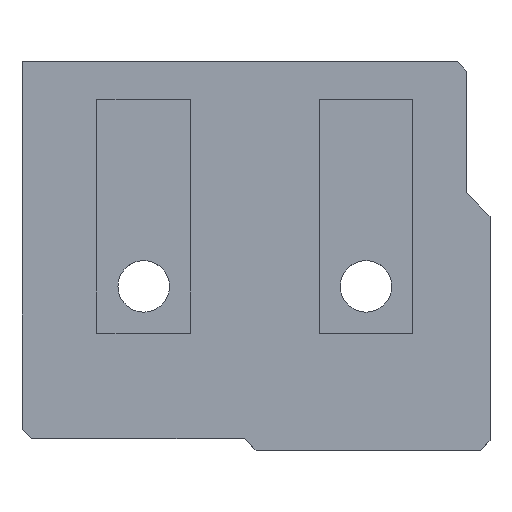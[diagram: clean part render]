
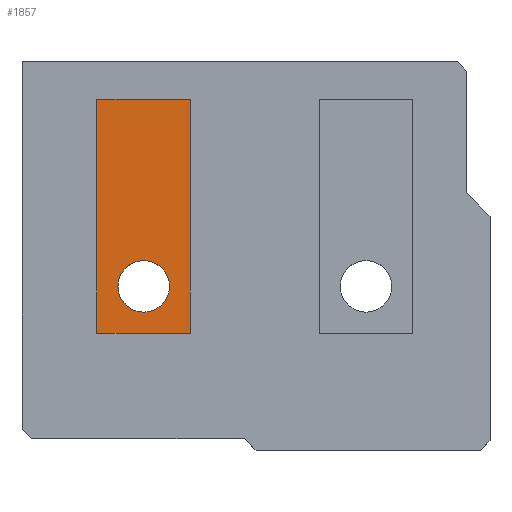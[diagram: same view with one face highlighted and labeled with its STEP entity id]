
A CAD part, top view. The second image highlights one B-rep face of the part: STEP entity #1857.
In plain terms, the highlighted planar face has unit normal (0, 0, 1).
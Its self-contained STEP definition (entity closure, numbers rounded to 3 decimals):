
#973 = CYLINDRICAL_SURFACE('',#974,1.1);
#974 = AXIS2_PLACEMENT_3D('',#975,#976,#977);
#975 = CARTESIAN_POINT('',(5.2,-3.,-5.));
#976 = DIRECTION('',(0.,0.,-1.));
#977 = DIRECTION('',(1.,0.,0.));
#1228 = PLANE('',#1229);
#1229 = AXIS2_PLACEMENT_3D('',#1230,#1231,#1232);
#1230 = CARTESIAN_POINT('',(3.2,-5.,-10.));
#1231 = DIRECTION('',(0.,-1.,0.));
#1232 = DIRECTION('',(0.,0.,-1.));
#1256 = PLANE('',#1257);
#1257 = AXIS2_PLACEMENT_3D('',#1258,#1259,#1260);
#1258 = CARTESIAN_POINT('',(3.2,5.,-10.));
#1259 = DIRECTION('',(1.,0.,0.));
#1260 = DIRECTION('',(0.,0.,-1.));
#1284 = PLANE('',#1285);
#1285 = AXIS2_PLACEMENT_3D('',#1286,#1287,#1288);
#1286 = CARTESIAN_POINT('',(3.2,5.,-10.));
#1287 = DIRECTION('',(0.,-1.,0.));
#1288 = DIRECTION('',(0.,0.,-1.));
#1310 = PLANE('',#1311);
#1311 = AXIS2_PLACEMENT_3D('',#1312,#1313,#1314);
#1312 = CARTESIAN_POINT('',(7.2,5.,-10.));
#1313 = DIRECTION('',(1.,0.,0.));
#1314 = DIRECTION('',(0.,0.,-1.));
#1360 = VERTEX_POINT('',#1361);
#1361 = CARTESIAN_POINT('',(6.3,-3.,-10.4));
#1384 = EDGE_CURVE('',#1360,#1360,#1385,.T.);
#1385 = SURFACE_CURVE('',#1386,(#1391,#1398),.PCURVE_S1.);
#1386 = CIRCLE('',#1387,1.1);
#1387 = AXIS2_PLACEMENT_3D('',#1388,#1389,#1390);
#1388 = CARTESIAN_POINT('',(5.2,-3.,-10.4));
#1389 = DIRECTION('',(0.,0.,-1.));
#1390 = DIRECTION('',(1.,0.,0.));
#1391 = PCURVE('',#973,#1392);
#1392 = DEFINITIONAL_REPRESENTATION('',(#1393),#1397);
#1393 = LINE('',#1394,#1395);
#1394 = CARTESIAN_POINT('',(0.,5.4));
#1395 = VECTOR('',#1396,1.);
#1396 = DIRECTION('',(1.,0.));
#1397 = ( GEOMETRIC_REPRESENTATION_CONTEXT(2) 
PARAMETRIC_REPRESENTATION_CONTEXT() REPRESENTATION_CONTEXT('2D SPACE',''
  ) );
#1398 = PCURVE('',#1399,#1404);
#1399 = PLANE('',#1400);
#1400 = AXIS2_PLACEMENT_3D('',#1401,#1402,#1403);
#1401 = CARTESIAN_POINT('',(3.2,5.,-10.4));
#1402 = DIRECTION('',(0.,0.,-1.));
#1403 = DIRECTION('',(1.,0.,0.));
#1404 = DEFINITIONAL_REPRESENTATION('',(#1405),#1409);
#1405 = CIRCLE('',#1406,1.1);
#1406 = AXIS2_PLACEMENT_2D('',#1407,#1408);
#1407 = CARTESIAN_POINT('',(2.,8.));
#1408 = DIRECTION('',(1.,0.));
#1409 = ( GEOMETRIC_REPRESENTATION_CONTEXT(2) 
PARAMETRIC_REPRESENTATION_CONTEXT() REPRESENTATION_CONTEXT('2D SPACE',''
  ) );
#1667 = VERTEX_POINT('',#1668);
#1668 = CARTESIAN_POINT('',(3.2,-5.,-10.4));
#1689 = EDGE_CURVE('',#1667,#1690,#1692,.T.);
#1690 = VERTEX_POINT('',#1691);
#1691 = CARTESIAN_POINT('',(7.2,-5.,-10.4));
#1692 = SURFACE_CURVE('',#1693,(#1697,#1704),.PCURVE_S1.);
#1693 = LINE('',#1694,#1695);
#1694 = CARTESIAN_POINT('',(3.2,-5.,-10.4));
#1695 = VECTOR('',#1696,1.);
#1696 = DIRECTION('',(1.,0.,0.));
#1697 = PCURVE('',#1228,#1698);
#1698 = DEFINITIONAL_REPRESENTATION('',(#1699),#1703);
#1699 = LINE('',#1700,#1701);
#1700 = CARTESIAN_POINT('',(0.4,0.));
#1701 = VECTOR('',#1702,1.);
#1702 = DIRECTION('',(0.,1.));
#1703 = ( GEOMETRIC_REPRESENTATION_CONTEXT(2) 
PARAMETRIC_REPRESENTATION_CONTEXT() REPRESENTATION_CONTEXT('2D SPACE',''
  ) );
#1704 = PCURVE('',#1399,#1705);
#1705 = DEFINITIONAL_REPRESENTATION('',(#1706),#1710);
#1706 = LINE('',#1707,#1708);
#1707 = CARTESIAN_POINT('',(0.,10.));
#1708 = VECTOR('',#1709,1.);
#1709 = DIRECTION('',(1.,0.));
#1710 = ( GEOMETRIC_REPRESENTATION_CONTEXT(2) 
PARAMETRIC_REPRESENTATION_CONTEXT() REPRESENTATION_CONTEXT('2D SPACE',''
  ) );
#1737 = VERTEX_POINT('',#1738);
#1738 = CARTESIAN_POINT('',(7.2,5.,-10.4));
#1761 = EDGE_CURVE('',#1737,#1690,#1762,.T.);
#1762 = SURFACE_CURVE('',#1763,(#1767,#1774),.PCURVE_S1.);
#1763 = LINE('',#1764,#1765);
#1764 = CARTESIAN_POINT('',(7.2,5.,-10.4));
#1765 = VECTOR('',#1766,1.);
#1766 = DIRECTION('',(0.,-1.,0.));
#1767 = PCURVE('',#1310,#1768);
#1768 = DEFINITIONAL_REPRESENTATION('',(#1769),#1773);
#1769 = LINE('',#1770,#1771);
#1770 = CARTESIAN_POINT('',(0.4,0.));
#1771 = VECTOR('',#1772,1.);
#1772 = DIRECTION('',(0.,-1.));
#1773 = ( GEOMETRIC_REPRESENTATION_CONTEXT(2) 
PARAMETRIC_REPRESENTATION_CONTEXT() REPRESENTATION_CONTEXT('2D SPACE',''
  ) );
#1774 = PCURVE('',#1399,#1775);
#1775 = DEFINITIONAL_REPRESENTATION('',(#1776),#1780);
#1776 = LINE('',#1777,#1778);
#1777 = CARTESIAN_POINT('',(4.,0.));
#1778 = VECTOR('',#1779,1.);
#1779 = DIRECTION('',(0.,1.));
#1780 = ( GEOMETRIC_REPRESENTATION_CONTEXT(2) 
PARAMETRIC_REPRESENTATION_CONTEXT() REPRESENTATION_CONTEXT('2D SPACE',''
  ) );
#1786 = VERTEX_POINT('',#1787);
#1787 = CARTESIAN_POINT('',(3.2,5.,-10.4));
#1810 = EDGE_CURVE('',#1786,#1667,#1811,.T.);
#1811 = SURFACE_CURVE('',#1812,(#1816,#1823),.PCURVE_S1.);
#1812 = LINE('',#1813,#1814);
#1813 = CARTESIAN_POINT('',(3.2,5.,-10.4));
#1814 = VECTOR('',#1815,1.);
#1815 = DIRECTION('',(0.,-1.,0.));
#1816 = PCURVE('',#1256,#1817);
#1817 = DEFINITIONAL_REPRESENTATION('',(#1818),#1822);
#1818 = LINE('',#1819,#1820);
#1819 = CARTESIAN_POINT('',(0.4,0.));
#1820 = VECTOR('',#1821,1.);
#1821 = DIRECTION('',(0.,-1.));
#1822 = ( GEOMETRIC_REPRESENTATION_CONTEXT(2) 
PARAMETRIC_REPRESENTATION_CONTEXT() REPRESENTATION_CONTEXT('2D SPACE',''
  ) );
#1823 = PCURVE('',#1399,#1824);
#1824 = DEFINITIONAL_REPRESENTATION('',(#1825),#1829);
#1825 = LINE('',#1826,#1827);
#1826 = CARTESIAN_POINT('',(0.,0.));
#1827 = VECTOR('',#1828,1.);
#1828 = DIRECTION('',(0.,1.));
#1829 = ( GEOMETRIC_REPRESENTATION_CONTEXT(2) 
PARAMETRIC_REPRESENTATION_CONTEXT() REPRESENTATION_CONTEXT('2D SPACE',''
  ) );
#1836 = EDGE_CURVE('',#1786,#1737,#1837,.T.);
#1837 = SURFACE_CURVE('',#1838,(#1842,#1849),.PCURVE_S1.);
#1838 = LINE('',#1839,#1840);
#1839 = CARTESIAN_POINT('',(3.2,5.,-10.4));
#1840 = VECTOR('',#1841,1.);
#1841 = DIRECTION('',(1.,0.,0.));
#1842 = PCURVE('',#1284,#1843);
#1843 = DEFINITIONAL_REPRESENTATION('',(#1844),#1848);
#1844 = LINE('',#1845,#1846);
#1845 = CARTESIAN_POINT('',(0.4,0.));
#1846 = VECTOR('',#1847,1.);
#1847 = DIRECTION('',(0.,1.));
#1848 = ( GEOMETRIC_REPRESENTATION_CONTEXT(2) 
PARAMETRIC_REPRESENTATION_CONTEXT() REPRESENTATION_CONTEXT('2D SPACE',''
  ) );
#1849 = PCURVE('',#1399,#1850);
#1850 = DEFINITIONAL_REPRESENTATION('',(#1851),#1855);
#1851 = LINE('',#1852,#1853);
#1852 = CARTESIAN_POINT('',(0.,0.));
#1853 = VECTOR('',#1854,1.);
#1854 = DIRECTION('',(1.,0.));
#1855 = ( GEOMETRIC_REPRESENTATION_CONTEXT(2) 
PARAMETRIC_REPRESENTATION_CONTEXT() REPRESENTATION_CONTEXT('2D SPACE',''
  ) );
#1857 = ADVANCED_FACE('',(#1858,#1864),#1399,.F.);
#1858 = FACE_BOUND('',#1859,.F.);
#1859 = EDGE_LOOP('',(#1860,#1861,#1862,#1863));
#1860 = ORIENTED_EDGE('',*,*,#1810,.F.);
#1861 = ORIENTED_EDGE('',*,*,#1836,.T.);
#1862 = ORIENTED_EDGE('',*,*,#1761,.T.);
#1863 = ORIENTED_EDGE('',*,*,#1689,.F.);
#1864 = FACE_BOUND('',#1865,.F.);
#1865 = EDGE_LOOP('',(#1866));
#1866 = ORIENTED_EDGE('',*,*,#1384,.F.);
